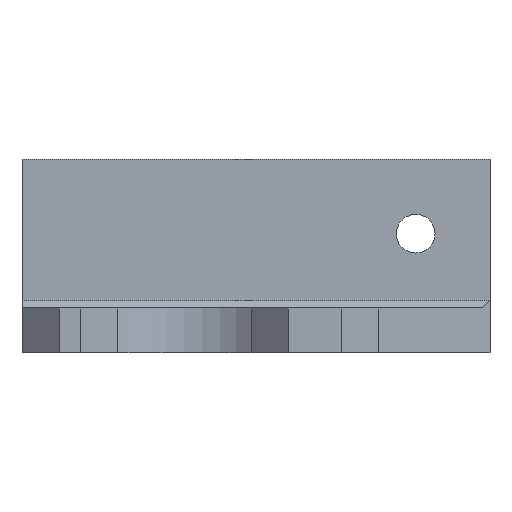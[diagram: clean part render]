
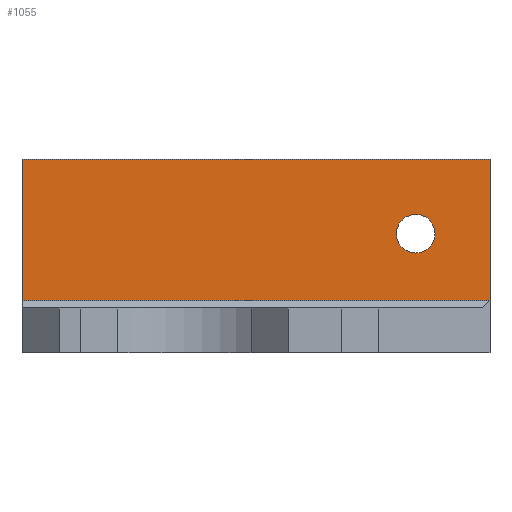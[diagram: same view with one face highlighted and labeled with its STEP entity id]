
A CAD part, front view. The second image highlights one B-rep face of the part: STEP entity #1055.
In plain terms, the highlighted planar face has unit normal (0, -1, 0).
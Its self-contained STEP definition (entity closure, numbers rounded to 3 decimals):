
#15=FACE_BOUND('',#158,.T.);
#57=CIRCLE('',#1143,2.6);
#100=FACE_OUTER_BOUND('',#157,.T.);
#157=EDGE_LOOP('',(#771,#772,#773,#774));
#158=EDGE_LOOP('',(#775));
#250=LINE('',#1626,#365);
#253=LINE('',#1632,#368);
#254=LINE('',#1634,#369);
#255=LINE('',#1635,#370);
#365=VECTOR('',#1320,10.);
#368=VECTOR('',#1325,10.);
#369=VECTOR('',#1326,10.);
#370=VECTOR('',#1327,10.);
#476=VERTEX_POINT('',#1622);
#478=VERTEX_POINT('',#1625);
#480=VERTEX_POINT('',#1631);
#481=VERTEX_POINT('',#1633);
#482=VERTEX_POINT('',#1636);
#593=EDGE_CURVE('',#476,#478,#250,.T.);
#596=EDGE_CURVE('',#480,#476,#253,.T.);
#597=EDGE_CURVE('',#481,#480,#254,.T.);
#598=EDGE_CURVE('',#478,#481,#255,.T.);
#599=EDGE_CURVE('',#482,#482,#57,.T.);
#771=ORIENTED_EDGE('',*,*,#593,.F.);
#772=ORIENTED_EDGE('',*,*,#596,.F.);
#773=ORIENTED_EDGE('',*,*,#597,.F.);
#774=ORIENTED_EDGE('',*,*,#598,.F.);
#775=ORIENTED_EDGE('',*,*,#599,.T.);
#1008=PLANE('',#1142);
#1055=ADVANCED_FACE('',(#100,#15),#1008,.T.);
#1142=AXIS2_PLACEMENT_3D('',#1630,#1323,#1324);
#1143=AXIS2_PLACEMENT_3D('',#1637,#1328,#1329);
#1320=DIRECTION('',(-1.,0.,0.));
#1323=DIRECTION('center_axis',(0.,-1.,0.));
#1324=DIRECTION('ref_axis',(-1.,0.,0.));
#1325=DIRECTION('',(0.,0.,-1.));
#1326=DIRECTION('',(1.,0.,0.));
#1327=DIRECTION('',(0.,0.,1.));
#1328=DIRECTION('center_axis',(0.,1.,0.));
#1329=DIRECTION('ref_axis',(0.,0.,
1.));
#1622=CARTESIAN_POINT('',(211.722,76.379,7.));
#1625=CARTESIAN_POINT('',(148.722,76.379,7.));
#1626=CARTESIAN_POINT('',(195.972,76.379,7.));
#1630=CARTESIAN_POINT('Origin',(211.722,76.379,6.));
#1631=CARTESIAN_POINT('',(211.722,76.379,26.));
#1632=CARTESIAN_POINT('',(211.722,76.379,6.));
#1633=CARTESIAN_POINT('',(148.722,76.379,26.));
#1634=CARTESIAN_POINT('',(196.722,76.379,26.));
#1635=CARTESIAN_POINT('',(148.722,76.379,6.));
#1636=CARTESIAN_POINT('',(201.722,76.379,13.4));
#1637=CARTESIAN_POINT('Origin',(201.722,76.379,16.));
